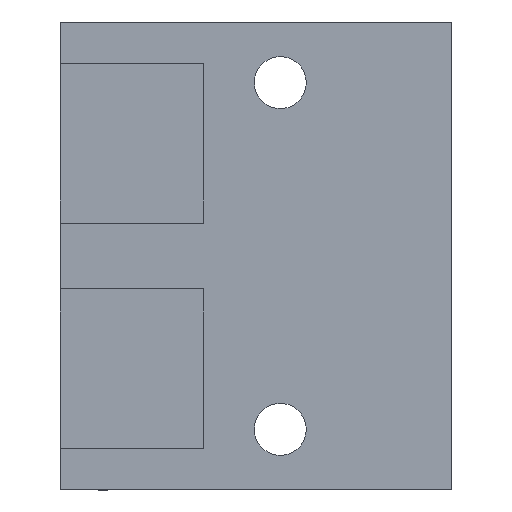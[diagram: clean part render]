
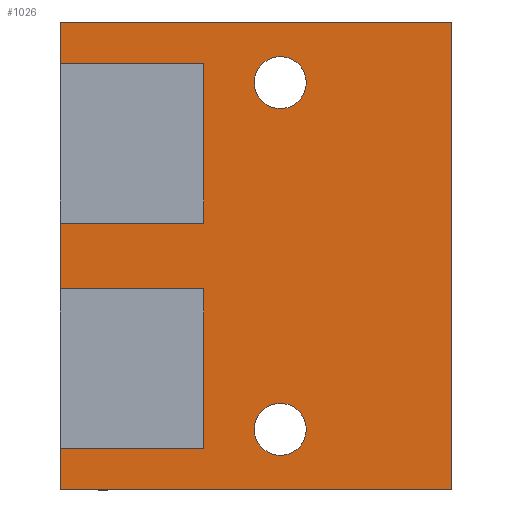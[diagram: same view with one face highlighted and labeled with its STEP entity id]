
A CAD part, front view. The second image highlights one B-rep face of the part: STEP entity #1026.
In plain terms, the highlighted planar face has unit normal (0, -1, 0).
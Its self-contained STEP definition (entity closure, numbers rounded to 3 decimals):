
#21=FACE_BOUND('',#141,.T.);
#22=FACE_BOUND('',#142,.T.);
#38=PLANE('',#1146);
#82=FACE_OUTER_BOUND('',#140,.T.);
#140=EDGE_LOOP('',(#830,#831,#832,#833,#834,#835,#836,#837,#838,#839,#840,
#841));
#141=EDGE_LOOP('',(#842,#843));
#142=EDGE_LOOP('',(#844));
#183=LINE('',#1563,#270);
#208=LINE('',#1669,#295);
#211=LINE('',#1678,#298);
#212=LINE('',#1685,#299);
#217=LINE('',#1698,#304);
#218=LINE('',#1705,#305);
#219=LINE('',#1707,#306);
#220=LINE('',#1709,#307);
#221=LINE('',#1711,#308);
#222=LINE('',#1713,#309);
#223=LINE('',#1714,#310);
#224=LINE('',#1715,#311);
#225=LINE('',#1718,#312);
#270=VECTOR('',#1247,10.);
#295=VECTOR('',#1362,10.);
#298=VECTOR('',#1373,10.);
#299=VECTOR('',#1380,10.);
#304=VECTOR('',#1391,10.);
#305=VECTOR('',#1398,10.);
#306=VECTOR('',#1399,10.);
#307=VECTOR('',#1400,10.);
#308=VECTOR('',#1401,10.);
#309=VECTOR('',#1402,10.);
#310=VECTOR('',#1403,10.);
#311=VECTOR('',#1404,10.);
#312=VECTOR('',#1405,10.);
#399=CIRCLE('',#1147,1.5);
#400=CIRCLE('',#1148,1.5);
#431=VERTEX_POINT('',#1560);
#432=VERTEX_POINT('',#1562);
#467=VERTEX_POINT('',#1665);
#468=VERTEX_POINT('',#1667);
#470=VERTEX_POINT('',#1676);
#473=VERTEX_POINT('',#1684);
#478=VERTEX_POINT('',#1696);
#481=VERTEX_POINT('',#1704);
#482=VERTEX_POINT('',#1706);
#483=VERTEX_POINT('',#1708);
#484=VERTEX_POINT('',#1710);
#485=VERTEX_POINT('',#1712);
#486=VERTEX_POINT('',#1716);
#487=VERTEX_POINT('',#1717);
#488=VERTEX_POINT('',#1720);
#540=EDGE_CURVE('',#432,#431,#183,.T.);
#593=EDGE_CURVE('',#467,#468,#208,.T.);
#598=EDGE_CURVE('',#468,#470,#211,.T.);
#601=EDGE_CURVE('',#473,#467,#212,.T.);
#608=EDGE_CURVE('',#431,#478,#217,.T.);
#611=EDGE_CURVE('',#481,#470,#218,.T.);
#612=EDGE_CURVE('',#482,#481,#219,.T.);
#613=EDGE_CURVE('',#482,#483,#220,.F.);
#614=EDGE_CURVE('',#484,#483,#221,.T.);
#615=EDGE_CURVE('',#485,#484,#222,.T.);
#616=EDGE_CURVE('',#485,#432,#223,.T.);
#617=EDGE_CURVE('',#473,#478,#224,.T.);
#618=EDGE_CURVE('',#486,#487,#225,.T.);
#619=EDGE_CURVE('',#486,#487,#399,.T.);
#620=EDGE_CURVE('',#488,#488,#400,.T.);
#830=ORIENTED_EDGE('',*,*,#598,.T.);
#831=ORIENTED_EDGE('',*,*,#611,.F.);
#832=ORIENTED_EDGE('',*,*,#612,.F.);
#833=ORIENTED_EDGE('',*,*,#613,.T.);
#834=ORIENTED_EDGE('',*,*,#614,.F.);
#835=ORIENTED_EDGE('',*,*,#615,.F.);
#836=ORIENTED_EDGE('',*,*,#616,.T.);
#837=ORIENTED_EDGE('',*,*,#540,.T.);
#838=ORIENTED_EDGE('',*,*,#608,.T.);
#839=ORIENTED_EDGE('',*,*,#617,.F.);
#840=ORIENTED_EDGE('',*,*,#601,.T.);
#841=ORIENTED_EDGE('',*,*,#593,.T.);
#842=ORIENTED_EDGE('',*,*,#618,.F.);
#843=ORIENTED_EDGE('',*,*,#619,.T.);
#844=ORIENTED_EDGE('',*,*,#620,.T.);
#1026=ADVANCED_FACE('',(#82,#21,#22),#38,.T.);
#1146=AXIS2_PLACEMENT_3D('',#1703,#1396,#1397);
#1147=AXIS2_PLACEMENT_3D('',#1719,#1406,#1407);
#1148=AXIS2_PLACEMENT_3D('',#1721,#1408,#1409);
#1247=DIRECTION('',(0.,0.,-1.));
#1362=DIRECTION('',(0.,0.,-1.));
#1373=DIRECTION('',(-1.,0.,0.));
#1380=DIRECTION('',(1.,0.,0.));
#1391=DIRECTION('',(-1.,0.,0.));
#1396=DIRECTION('center_axis',(0.,-1.,0.));
#1397=DIRECTION('ref_axis',(1.,0.,0.));
#1398=DIRECTION('',(0.,0.,1.));
#1399=DIRECTION('',(-1.,0.,0.));
#1400=DIRECTION('',(0.,0.,-1.));
#1401=DIRECTION('',(1.,0.,0.));
#1402=DIRECTION('',(0.,0.,1.));
#1403=DIRECTION('',(1.,0.,0.));
#1404=DIRECTION('',(0.,0.,1.));
#1405=DIRECTION('',(0.,0.,-1.));
#1406=DIRECTION('center_axis',(0.,1.,0.));
#1407=DIRECTION('ref_axis',(1.,0.,0.));
#1408=DIRECTION('center_axis',(0.,1.,0.));
#1409=DIRECTION('ref_axis',(1.,0.,0.));
#1560=CARTESIAN_POINT('',(-14.419,74.499,1.9));
#1562=CARTESIAN_POINT('',(-14.419,74.499,11.1));
#1563=CARTESIAN_POINT('',(-14.419,74.499,11.1));
#1665=CARTESIAN_POINT('',(-14.419,74.499,-1.9));
#1667=CARTESIAN_POINT('',(-14.419,74.499,-11.1));
#1669=CARTESIAN_POINT('',(-14.419,74.499,11.1));
#1676=CARTESIAN_POINT('',(-22.7,74.499,-11.1));
#1678=CARTESIAN_POINT('',(-21.1,74.499,-11.1));
#1684=CARTESIAN_POINT('',(-22.7,74.499,-1.9));
#1685=CARTESIAN_POINT('',(-18.3,74.499,-1.9));
#1696=CARTESIAN_POINT('',(-22.7,74.499,1.9));
#1698=CARTESIAN_POINT('',(-18.3,74.499,1.9));
#1703=CARTESIAN_POINT('Origin',(-22.7,74.499,-13.5));
#1704=CARTESIAN_POINT('',(-22.7,74.499,-13.5));
#1705=CARTESIAN_POINT('',(-22.7,74.499,-13.5));
#1706=CARTESIAN_POINT('',(-0.1,74.499,-13.5));
#1707=CARTESIAN_POINT('',(-5.675,74.499,-13.5));
#1708=CARTESIAN_POINT('',(-0.1,74.499,13.5));
#1709=CARTESIAN_POINT('',(-0.1,74.499,-13.5));
#1710=CARTESIAN_POINT('',(-22.7,74.499,13.5));
#1711=CARTESIAN_POINT('',(-17.025,74.499,13.5));
#1712=CARTESIAN_POINT('',(-22.7,74.499,11.1));
#1713=CARTESIAN_POINT('',(-22.7,74.499,-13.5));
#1714=CARTESIAN_POINT('',(-21.1,74.499,11.1));
#1715=CARTESIAN_POINT('',(-22.7,74.499,-13.5));
#1716=CARTESIAN_POINT('',(-11.5,74.499,-10.));
#1717=CARTESIAN_POINT('',(-11.5,74.499,-10.002));
#1718=CARTESIAN_POINT('',(-11.5,74.499,-10.));
#1719=CARTESIAN_POINT('Origin',(-10.,74.499,-10.));
#1720=CARTESIAN_POINT('',(-11.5,74.499,10.));
#1721=CARTESIAN_POINT('Origin',(-10.,74.499,10.));
